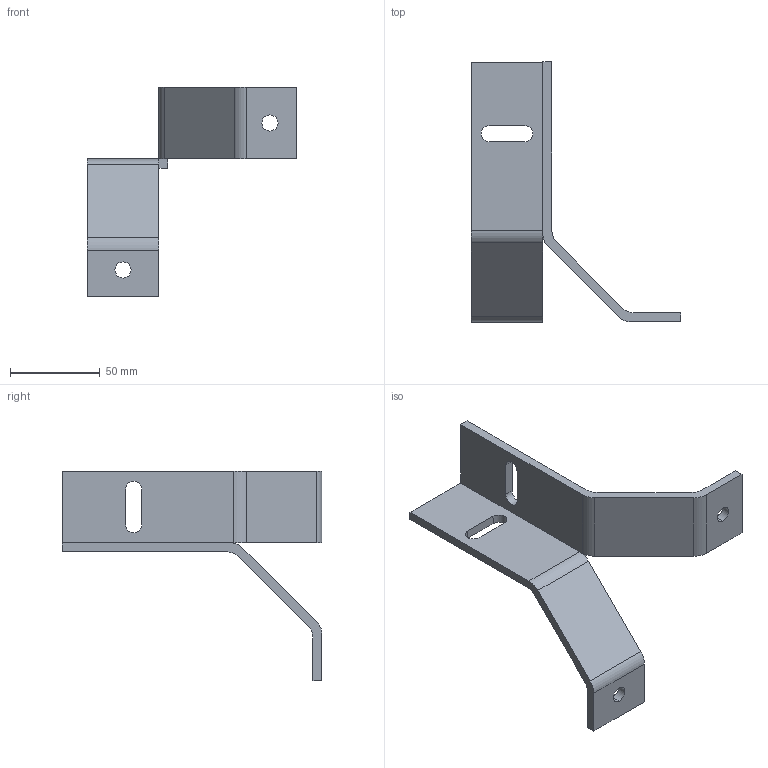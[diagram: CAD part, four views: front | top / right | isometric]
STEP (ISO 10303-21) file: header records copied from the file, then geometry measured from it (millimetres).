
FILE_DESCRIPTION (( 'STEP AP203' ), '1' );
FILE_NAME ('A47-20.STEP', '2018-04-03T11:40:54', ( 'User2' ), ( '' ), 'SwSTEP 2.0', 'SolidWorks 2007', '' );
FILE_SCHEMA (( 'CONFIG_CONTROL_DESIGN' ));
Length unit declared in the file: millimetre
Products named in the file (1): A47-20
Bounding box: 117 x 145 x 117 mm (x, y, z)
Volume: 75647.8 mm3; surface area: 34817.9 mm2
Topology: 1 solids, 1 shells, 41 faces, 113 edges, 74 vertices
Faces by surface type: plane 24, cylinder 17
Entity records: 1403 total; most frequent: DIRECTION 232, CARTESIAN_POINT 229, ORIENTED_EDGE 226, EDGE_CURVE 113, VECTOR 78, LINE 78, AXIS2_PLACEMENT_3D 77, VERTEX_POINT 74
